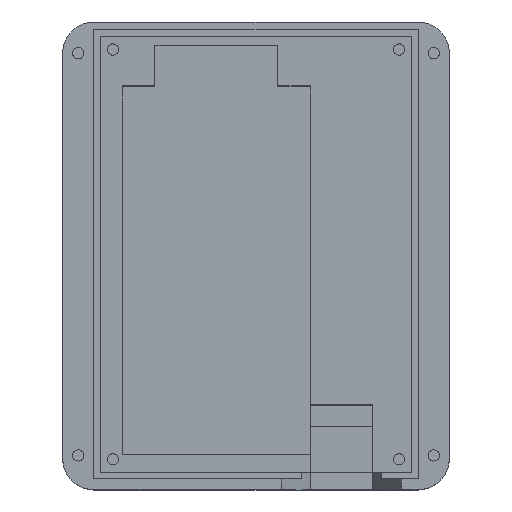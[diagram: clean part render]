
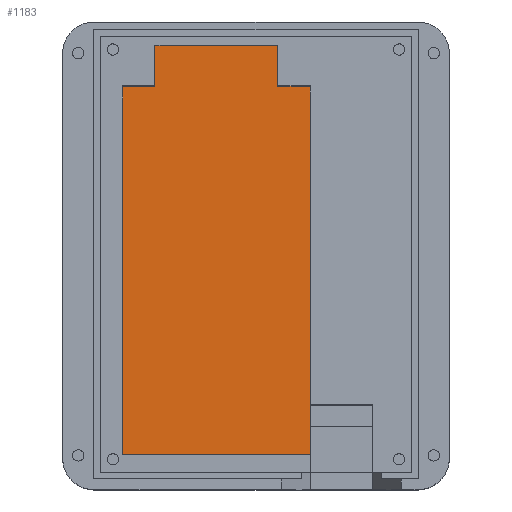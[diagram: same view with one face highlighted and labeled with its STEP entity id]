
A CAD part, top view. The second image highlights one B-rep face of the part: STEP entity #1183.
In plain terms, the highlighted planar face has unit normal (0, 0, 1).
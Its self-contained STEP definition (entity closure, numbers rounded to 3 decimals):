
#462 = VERTEX_POINT('',#463);
#463 = CARTESIAN_POINT('',(8.7,-27.55,-12.25));
#469 = EDGE_CURVE('',#462,#470,#472,.T.);
#470 = VERTEX_POINT('',#471);
#471 = CARTESIAN_POINT('',(8.7,-32.1,-12.25));
#472 = LINE('',#473,#474);
#473 = CARTESIAN_POINT('',(8.7,27.,-12.25));
#474 = VECTOR('',#475,1.);
#475 = DIRECTION('',(0.,-1.,0.));
#671 = VERTEX_POINT('',#672);
#672 = CARTESIAN_POINT('',(-7.65,-32.1,-12.25));
#703 = VERTEX_POINT('',#704);
#704 = CARTESIAN_POINT('',(6.448,-32.1,-12.25));
#1156 = EDGE_CURVE('',#470,#703,#1157,.T.);
#1157 = LINE('',#1158,#1159);
#1158 = CARTESIAN_POINT('',(8.7,-32.1,-12.25));
#1159 = VECTOR('',#1160,1.);
#1160 = DIRECTION('',(-1.,0.,0.));
#1165 = EDGE_CURVE('',#671,#1166,#1168,.T.);
#1166 = VERTEX_POINT('',#1167);
#1167 = CARTESIAN_POINT('',(-21.4,-32.1,-12.25));
#1168 = LINE('',#1169,#1170);
#1169 = CARTESIAN_POINT('',(8.7,-32.1,-12.25));
#1170 = VECTOR('',#1171,1.);
#1171 = DIRECTION('',(-1.,0.,0.));
#1183 = ADVANCED_FACE('',(#1184),#1249,.T.);
#1184 = FACE_BOUND('',#1185,.F.);
#1185 = EDGE_LOOP('',(#1186,#1187,#1193,#1194,#1202,#1210,#1218,#1226,
    #1234,#1242,#1248));
#1186 = ORIENTED_EDGE('',*,*,#1156,.T.);
#1187 = ORIENTED_EDGE('',*,*,#1188,.T.);
#1188 = EDGE_CURVE('',#703,#671,#1189,.T.);
#1189 = LINE('',#1190,#1191);
#1190 = CARTESIAN_POINT('',(8.7,-32.1,-12.25));
#1191 = VECTOR('',#1192,1.);
#1192 = DIRECTION('',(-1.,0.,0.));
#1193 = ORIENTED_EDGE('',*,*,#1165,.T.);
#1194 = ORIENTED_EDGE('',*,*,#1195,.T.);
#1195 = EDGE_CURVE('',#1166,#1196,#1198,.T.);
#1196 = VERTEX_POINT('',#1197);
#1197 = CARTESIAN_POINT('',(-21.4,27.,-12.25));
#1198 = LINE('',#1199,#1200);
#1199 = CARTESIAN_POINT('',(-21.4,-32.1,-12.25));
#1200 = VECTOR('',#1201,1.);
#1201 = DIRECTION('',(0.,1.,0.));
#1202 = ORIENTED_EDGE('',*,*,#1203,.T.);
#1203 = EDGE_CURVE('',#1196,#1204,#1206,.T.);
#1204 = VERTEX_POINT('',#1205);
#1205 = CARTESIAN_POINT('',(-16.2,27.,-12.25));
#1206 = LINE('',#1207,#1208);
#1207 = CARTESIAN_POINT('',(-21.4,27.,-12.25));
#1208 = VECTOR('',#1209,1.);
#1209 = DIRECTION('',(1.,0.,0.));
#1210 = ORIENTED_EDGE('',*,*,#1211,.T.);
#1211 = EDGE_CURVE('',#1204,#1212,#1214,.T.);
#1212 = VERTEX_POINT('',#1213);
#1213 = CARTESIAN_POINT('',(-16.2,33.5,-12.25));
#1214 = LINE('',#1215,#1216);
#1215 = CARTESIAN_POINT('',(-16.2,27.,-12.25));
#1216 = VECTOR('',#1217,1.);
#1217 = DIRECTION('',(0.,1.,0.));
#1218 = ORIENTED_EDGE('',*,*,#1219,.T.);
#1219 = EDGE_CURVE('',#1212,#1220,#1222,.T.);
#1220 = VERTEX_POINT('',#1221);
#1221 = CARTESIAN_POINT('',(3.5,33.5,-12.25));
#1222 = LINE('',#1223,#1224);
#1223 = CARTESIAN_POINT('',(-16.2,33.5,-12.25));
#1224 = VECTOR('',#1225,1.);
#1225 = DIRECTION('',(1.,0.,0.));
#1226 = ORIENTED_EDGE('',*,*,#1227,.T.);
#1227 = EDGE_CURVE('',#1220,#1228,#1230,.T.);
#1228 = VERTEX_POINT('',#1229);
#1229 = CARTESIAN_POINT('',(3.5,27.,-12.25));
#1230 = LINE('',#1231,#1232);
#1231 = CARTESIAN_POINT('',(3.5,33.5,-12.25));
#1232 = VECTOR('',#1233,1.);
#1233 = DIRECTION('',(0.,-1.,0.));
#1234 = ORIENTED_EDGE('',*,*,#1235,.T.);
#1235 = EDGE_CURVE('',#1228,#1236,#1238,.T.);
#1236 = VERTEX_POINT('',#1237);
#1237 = CARTESIAN_POINT('',(8.7,27.,-12.25));
#1238 = LINE('',#1239,#1240);
#1239 = CARTESIAN_POINT('',(3.5,27.,-12.25));
#1240 = VECTOR('',#1241,1.);
#1241 = DIRECTION('',(1.,0.,0.));
#1242 = ORIENTED_EDGE('',*,*,#1243,.T.);
#1243 = EDGE_CURVE('',#1236,#462,#1244,.T.);
#1244 = LINE('',#1245,#1246);
#1245 = CARTESIAN_POINT('',(8.7,27.,-12.25));
#1246 = VECTOR('',#1247,1.);
#1247 = DIRECTION('',(0.,-1.,0.));
#1248 = ORIENTED_EDGE('',*,*,#469,.T.);
#1249 = PLANE('',#1250);
#1250 = AXIS2_PLACEMENT_3D('',#1251,#1252,#1253);
#1251 = CARTESIAN_POINT('',(-6.35,0.347,-12.25));
#1252 = DIRECTION('',(0.,0.,1.));
#1253 = DIRECTION('',(1.,0.,0.));
